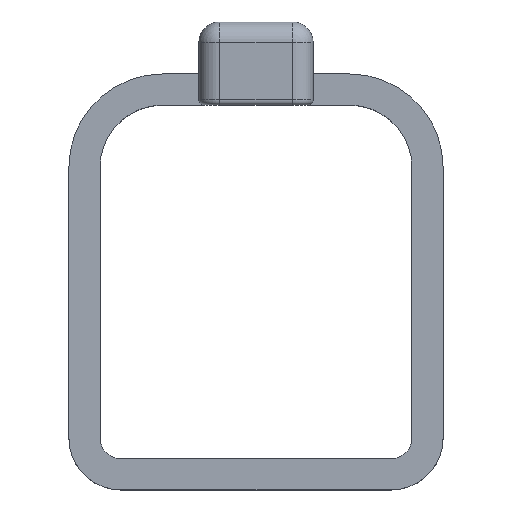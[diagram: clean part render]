
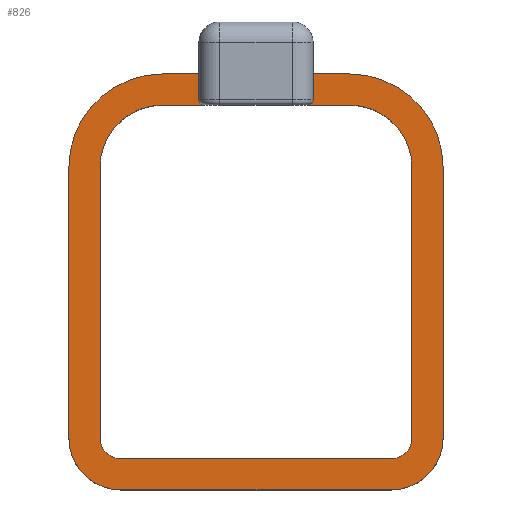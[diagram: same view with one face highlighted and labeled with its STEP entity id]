
A CAD part, top view. The second image highlights one B-rep face of the part: STEP entity #826.
In plain terms, the highlighted planar face has unit normal (0, 0, 1).
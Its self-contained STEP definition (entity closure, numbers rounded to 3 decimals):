
#102=CIRCLE('',#886,0.25);
#103=CIRCLE('',#887,4.5);
#104=CIRCLE('',#888,2.5);
#105=CIRCLE('',#889,2.5);
#106=CIRCLE('',#890,4.5);
#107=CIRCLE('',#891,0.25);
#108=CIRCLE('',#892,3.);
#109=CIRCLE('',#893,1.);
#110=CIRCLE('',#894,1.);
#111=CIRCLE('',#895,3.);
#158=ORIENTED_EDGE('',*,*,#394,.F.);
#159=ORIENTED_EDGE('',*,*,#395,.T.);
#160=ORIENTED_EDGE('',*,*,#396,.T.);
#161=ORIENTED_EDGE('',*,*,#389,.T.);
#162=ORIENTED_EDGE('',*,*,#397,.T.);
#163=ORIENTED_EDGE('',*,*,#398,.T.);
#164=ORIENTED_EDGE('',*,*,#399,.T.);
#165=ORIENTED_EDGE('',*,*,#400,.T.);
#166=ORIENTED_EDGE('',*,*,#401,.T.);
#167=ORIENTED_EDGE('',*,*,#402,.T.);
#168=ORIENTED_EDGE('',*,*,#403,.T.);
#169=ORIENTED_EDGE('',*,*,#391,.T.);
#170=ORIENTED_EDGE('',*,*,#404,.T.);
#171=ORIENTED_EDGE('',*,*,#405,.T.);
#172=ORIENTED_EDGE('',*,*,#406,.F.);
#173=ORIENTED_EDGE('',*,*,#407,.F.);
#174=ORIENTED_EDGE('',*,*,#408,.F.);
#175=ORIENTED_EDGE('',*,*,#409,.F.);
#176=ORIENTED_EDGE('',*,*,#410,.F.);
#177=ORIENTED_EDGE('',*,*,#411,.F.);
#178=ORIENTED_EDGE('',*,*,#412,.F.);
#179=ORIENTED_EDGE('',*,*,#413,.F.);
#389=EDGE_CURVE('',#505,#507,#579,.T.);
#391=EDGE_CURVE('',#510,#508,#581,.T.);
#394=EDGE_CURVE('',#512,#513,#584,.T.);
#395=EDGE_CURVE('',#512,#514,#102,.F.);
#396=EDGE_CURVE('',#514,#505,#585,.T.);
#397=EDGE_CURVE('',#507,#515,#103,.T.);
#398=EDGE_CURVE('',#515,#516,#586,.T.);
#399=EDGE_CURVE('',#516,#517,#104,.T.);
#400=EDGE_CURVE('',#517,#518,#587,.T.);
#401=EDGE_CURVE('',#518,#519,#105,.T.);
#402=EDGE_CURVE('',#519,#520,#588,.T.);
#403=EDGE_CURVE('',#520,#510,#106,.T.);
#404=EDGE_CURVE('',#508,#521,#589,.T.);
#405=EDGE_CURVE('',#521,#522,#107,.F.);
#406=EDGE_CURVE('',#523,#522,#590,.T.);
#407=EDGE_CURVE('',#524,#523,#108,.T.);
#408=EDGE_CURVE('',#525,#524,#591,.T.);
#409=EDGE_CURVE('',#526,#525,#109,.T.);
#410=EDGE_CURVE('',#527,#526,#592,.T.);
#411=EDGE_CURVE('',#528,#527,#110,.T.);
#412=EDGE_CURVE('',#529,#528,#593,.T.);
#413=EDGE_CURVE('',#513,#529,#111,.T.);
#505=VERTEX_POINT('',#1289);
#507=VERTEX_POINT('',#1293);
#508=VERTEX_POINT('',#1297);
#510=VERTEX_POINT('',#1300);
#512=VERTEX_POINT('',#1306);
#513=VERTEX_POINT('',#1307);
#514=VERTEX_POINT('',#1309);
#515=VERTEX_POINT('',#1312);
#516=VERTEX_POINT('',#1314);
#517=VERTEX_POINT('',#1316);
#518=VERTEX_POINT('',#1318);
#519=VERTEX_POINT('',#1320);
#520=VERTEX_POINT('',#1322);
#521=VERTEX_POINT('',#1325);
#522=VERTEX_POINT('',#1327);
#523=VERTEX_POINT('',#1329);
#524=VERTEX_POINT('',#1331);
#525=VERTEX_POINT('',#1333);
#526=VERTEX_POINT('',#1335);
#527=VERTEX_POINT('',#1337);
#528=VERTEX_POINT('',#1339);
#529=VERTEX_POINT('',#1341);
#579=LINE('',#1294,#649);
#581=LINE('',#1299,#651);
#584=LINE('',#1305,#654);
#585=LINE('',#1310,#655);
#586=LINE('',#1313,#656);
#587=LINE('',#1317,#657);
#588=LINE('',#1321,#658);
#589=LINE('',#1324,#659);
#590=LINE('',#1328,#660);
#591=LINE('',#1332,#661);
#592=LINE('',#1336,#662);
#593=LINE('',#1340,#663);
#649=VECTOR('',#1000,1000.);
#651=VECTOR('',#1004,1000.);
#654=VECTOR('',#1009,1000.);
#655=VECTOR('',#1012,1000.);
#656=VECTOR('',#1015,1000.);
#657=VECTOR('',#1018,1000.);
#658=VECTOR('',#1021,1000.);
#659=VECTOR('',#1024,1000.);
#660=VECTOR('',#1027,1000.);
#661=VECTOR('',#1030,1000.);
#662=VECTOR('',#1033,1000.);
#663=VECTOR('',#1036,1000.);
#718=EDGE_LOOP('',(#158,#159,#160,#161,#162,#163,#164,#165,#166,#167,#168,
#169,#170,#171,#172,#173,#174,#175,#176,#177,#178,#179));
#764=FACE_BOUND('',#718,.T.);
#810=PLANE('',#885);
#826=ADVANCED_FACE('',(#764),#810,.T.);
#885=AXIS2_PLACEMENT_3D('',#1304,#1007,#1008);
#886=AXIS2_PLACEMENT_3D('',#1308,#1010,#1011);
#887=AXIS2_PLACEMENT_3D('',#1311,#1013,#1014);
#888=AXIS2_PLACEMENT_3D('',#1315,#1016,#1017);
#889=AXIS2_PLACEMENT_3D('',#1319,#1019,#1020);
#890=AXIS2_PLACEMENT_3D('',#1323,#1022,#1023);
#891=AXIS2_PLACEMENT_3D('',#1326,#1025,#1026);
#892=AXIS2_PLACEMENT_3D('',#1330,#1028,#1029);
#893=AXIS2_PLACEMENT_3D('',#1334,#1031,#1032);
#894=AXIS2_PLACEMENT_3D('',#1338,#1034,#1035);
#895=AXIS2_PLACEMENT_3D('',#1342,#1037,#1038);
#1000=DIRECTION('',(-1.,0.,0.));
#1004=DIRECTION('',(-1.,0.,0.));
#1007=DIRECTION('',(0.,0.,1.));
#1008=DIRECTION('',(1.,0.,0.));
#1009=DIRECTION('',(-1.,0.,0.));
#1010=DIRECTION('',(0.,0.,1.));
#1011=DIRECTION('',(1.,0.,0.));
#1012=DIRECTION('',(0.,1.,0.));
#1013=DIRECTION('',(0.,0.,1.));
#1014=DIRECTION('',(1.,0.,0.));
#1015=DIRECTION('',(0.,-1.,0.));
#1016=DIRECTION('',(0.,0.,1.));
#1017=DIRECTION('',(1.,0.,0.));
#1018=DIRECTION('',(1.,0.,0.));
#1019=DIRECTION('',(0.,0.,1.));
#1020=DIRECTION('',(1.,0.,0.));
#1021=DIRECTION('',(0.,1.,0.));
#1022=DIRECTION('',(0.,0.,1.));
#1023=DIRECTION('',(1.,0.,0.));
#1024=DIRECTION('',(0.,-1.,0.));
#1025=DIRECTION('',(0.,0.,1.));
#1026=DIRECTION('',(1.,0.,0.));
#1027=DIRECTION('',(-1.,0.,0.));
#1028=DIRECTION('',(0.,0.,1.));
#1029=DIRECTION('',(1.,0.,0.));
#1030=DIRECTION('',(0.,1.,0.));
#1031=DIRECTION('',(0.,0.,1.));
#1032=DIRECTION('',(1.,0.,0.));
#1033=DIRECTION('',(1.,0.,0.));
#1034=DIRECTION('',(0.,0.,1.));
#1035=DIRECTION('',(1.,0.,0.));
#1036=DIRECTION('',(0.,-1.,0.));
#1037=DIRECTION('',(0.,0.,1.));
#1038=DIRECTION('',(1.,0.,0.));
#1289=CARTESIAN_POINT('',(24.667,-56.814,1061.65));
#1293=CARTESIAN_POINT('',(22.917,-56.814,1061.65));
#1294=CARTESIAN_POINT('',(31.917,-56.814,1061.65));
#1297=CARTESIAN_POINT('',(30.167,-56.814,1061.65));
#1299=CARTESIAN_POINT('',(31.917,-56.814,1061.65));
#1300=CARTESIAN_POINT('',(31.917,-56.814,1061.65));
#1304=CARTESIAN_POINT('',(20.917,-74.314,1061.65));
#1305=CARTESIAN_POINT('',(31.917,-58.314,1061.65));
#1306=CARTESIAN_POINT('',(24.917,-58.314,1061.65));
#1307=CARTESIAN_POINT('',(22.917,-58.314,1061.65));
#1308=CARTESIAN_POINT('',(24.917,-58.064,1061.65));
#1309=CARTESIAN_POINT('',(24.667,-58.064,1061.65));
#1310=CARTESIAN_POINT('',(24.667,-74.314,1061.65));
#1311=CARTESIAN_POINT('',(22.917,-61.314,1061.65));
#1312=CARTESIAN_POINT('',(18.417,-61.314,1061.65));
#1313=CARTESIAN_POINT('',(18.417,-61.314,1061.65));
#1314=CARTESIAN_POINT('',(18.417,-74.314,1061.65));
#1315=CARTESIAN_POINT('',(20.917,-74.314,1061.65));
#1316=CARTESIAN_POINT('',(20.917,-76.814,1061.65));
#1317=CARTESIAN_POINT('',(20.917,-76.814,1061.65));
#1318=CARTESIAN_POINT('',(33.917,-76.814,1061.65));
#1319=CARTESIAN_POINT('',(33.917,-74.314,1061.65));
#1320=CARTESIAN_POINT('',(36.417,-74.314,1061.65));
#1321=CARTESIAN_POINT('',(36.417,-74.314,1061.65));
#1322=CARTESIAN_POINT('',(36.417,-61.314,1061.65));
#1323=CARTESIAN_POINT('',(31.917,-61.314,1061.65));
#1324=CARTESIAN_POINT('',(30.167,-74.314,1061.65));
#1325=CARTESIAN_POINT('',(30.167,-58.064,1061.65));
#1326=CARTESIAN_POINT('',(29.917,-58.064,1061.65));
#1327=CARTESIAN_POINT('',(29.917,-58.314,1061.65));
#1328=CARTESIAN_POINT('',(31.917,-58.314,1061.65));
#1329=CARTESIAN_POINT('',(31.917,-58.314,1061.65));
#1330=CARTESIAN_POINT('',(31.917,-61.314,1061.65));
#1331=CARTESIAN_POINT('',(34.917,-61.314,1061.65));
#1332=CARTESIAN_POINT('',(34.917,-74.314,1061.65));
#1333=CARTESIAN_POINT('',(34.917,-74.314,1061.65));
#1334=CARTESIAN_POINT('',(33.917,-74.314,1061.65));
#1335=CARTESIAN_POINT('',(33.917,-75.314,1061.65));
#1336=CARTESIAN_POINT('',(20.917,-75.314,1061.65));
#1337=CARTESIAN_POINT('',(20.917,-75.314,1061.65));
#1338=CARTESIAN_POINT('',(20.917,-74.314,1061.65));
#1339=CARTESIAN_POINT('',(19.917,-74.314,1061.65));
#1340=CARTESIAN_POINT('',(19.917,-61.314,1061.65));
#1341=CARTESIAN_POINT('',(19.917,-61.314,1061.65));
#1342=CARTESIAN_POINT('',(22.917,-61.314,1061.65));
